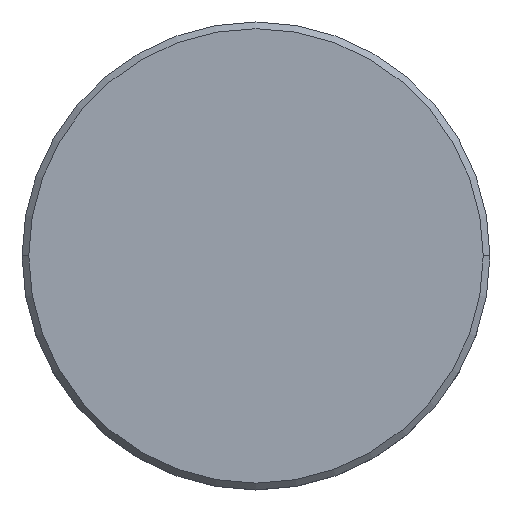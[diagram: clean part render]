
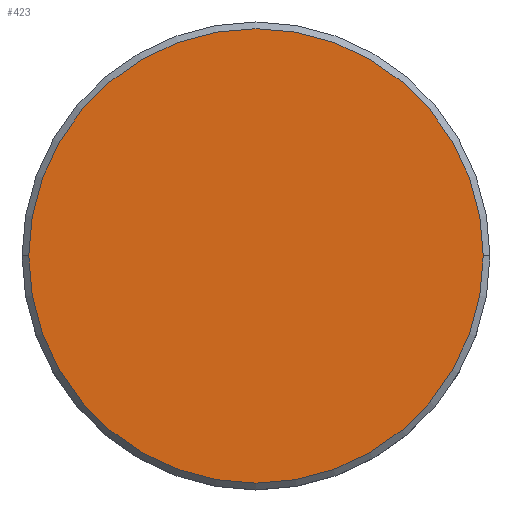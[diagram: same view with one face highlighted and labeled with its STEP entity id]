
A CAD part, top view. The second image highlights one B-rep face of the part: STEP entity #423.
In plain terms, the highlighted planar face has unit normal (0, 0, 1).
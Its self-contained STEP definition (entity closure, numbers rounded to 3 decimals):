
#23 = DIRECTION ( 'NONE',  ( 1., 0., 0. ) ) ;
#112 = FACE_OUTER_BOUND ( 'NONE', #598, .T. ) ;
#162 = DIRECTION ( 'NONE',  ( 1., 0., 0. ) ) ;
#176 = ORIENTED_EDGE ( 'NONE', *, *, #1109, .T. ) ;
#202 = DIRECTION ( 'NONE',  ( 1., 0., 0. ) ) ;
#226 = CIRCLE ( 'NONE', #376, 17. ) ;
#371 = PLANE ( 'NONE',  #915 ) ;
#376 = AXIS2_PLACEMENT_3D ( 'NONE', #772, #1129, #23 ) ;
#423 = ADVANCED_FACE ( 'NONE', ( #112 ), #371, .T. ) ;
#432 = VERTEX_POINT ( 'NONE', #739 ) ;
#556 = VERTEX_POINT ( 'NONE', #1049 ) ;
#598 = EDGE_LOOP ( 'NONE', ( #748, #176 ) ) ;
#624 = EDGE_CURVE ( 'NONE', #556, #432, #226, .T. ) ;
#626 = DIRECTION ( 'NONE',  ( 0., 0., 1. ) ) ;
#658 = CARTESIAN_POINT ( 'NONE',  ( 0., 0., 0. ) ) ;
#718 = CARTESIAN_POINT ( 'NONE',  ( 0., 0., 0. ) ) ;
#739 = CARTESIAN_POINT ( 'NONE',  ( 17., 0., 0. ) ) ;
#748 = ORIENTED_EDGE ( 'NONE', *, *, #624, .T. ) ;
#772 = CARTESIAN_POINT ( 'NONE',  ( 0., 0., 0. ) ) ;
#915 = AXIS2_PLACEMENT_3D ( 'NONE', #658, #1014, #202 ) ;
#1009 = CIRCLE ( 'NONE', #1060, 17. ) ;
#1014 = DIRECTION ( 'NONE',  ( 0., 0., 1. ) ) ;
#1049 = CARTESIAN_POINT ( 'NONE',  ( -17., 0., 0. ) ) ;
#1060 = AXIS2_PLACEMENT_3D ( 'NONE', #718, #626, #162 ) ;
#1109 = EDGE_CURVE ( 'NONE', #432, #556, #1009, .T. ) ;
#1129 = DIRECTION ( 'NONE',  ( 0., 0., 1. ) ) ;
